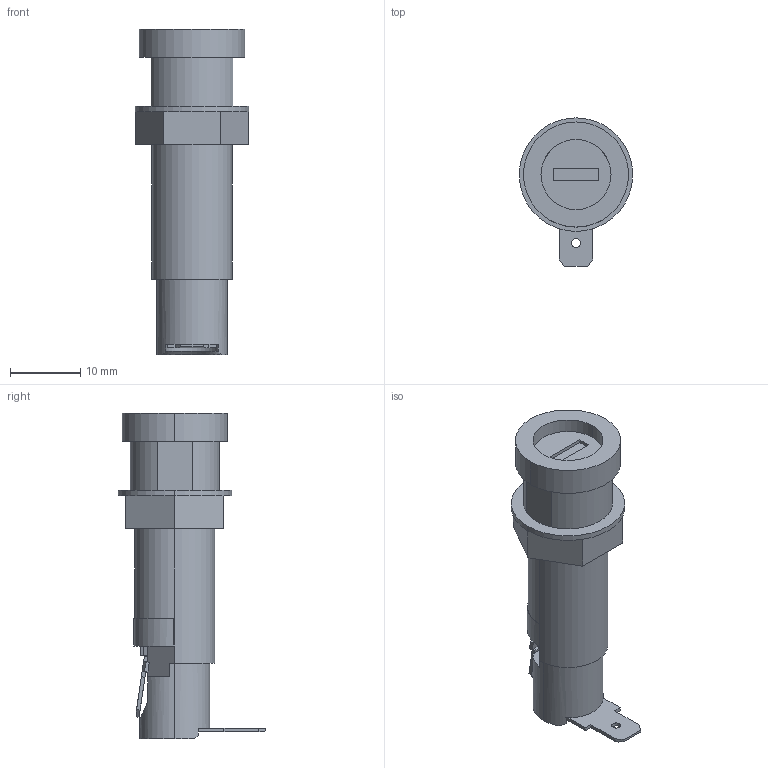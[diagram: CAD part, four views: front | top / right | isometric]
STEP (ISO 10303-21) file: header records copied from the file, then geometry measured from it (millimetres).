
FILE_DESCRIPTION (( 'STEP AP214' ), '1' );
FILE_NAME ('80920110.STEP', '2013-03-27T19:35:43', ( 'ATS DESKTOP 3' ), ( 'Microsoft' ), 'SwSTEP 2.0', 'SolidWorks 2012', '' );
FILE_SCHEMA (( 'AUTOMOTIVE_DESIGN' ));
Length unit declared in the file: millimetre
Products named in the file (1): 80920110
Bounding box: 16.2 x 21.09 x 46.5 mm (x, y, z)
Volume: 5053.9 mm3; surface area: 2823.5 mm2
Topology: 5 solids, 6 shells, 146 faces, 349 edges, 216 vertices
Faces by surface type: plane 104, cylinder 37, cone 5
Entity records: 4263 total; most frequent: CARTESIAN_POINT 749, DIRECTION 718, ORIENTED_EDGE 698, EDGE_CURVE 349, VECTOR 252, LINE 252, AXIS2_PLACEMENT_3D 233, VERTEX_POINT 216
